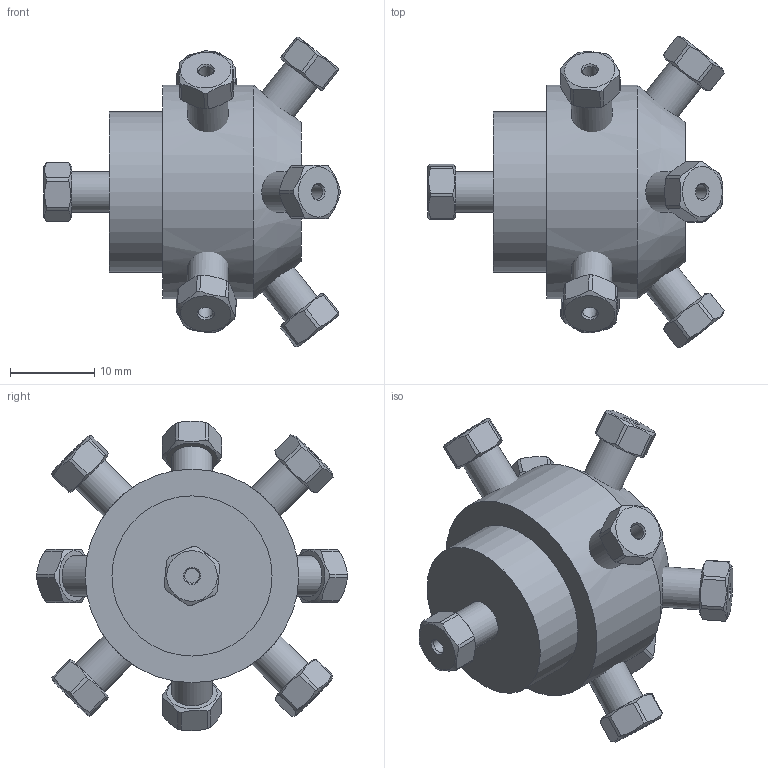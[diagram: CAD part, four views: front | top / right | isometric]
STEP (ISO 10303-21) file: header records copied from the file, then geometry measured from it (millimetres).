
FILE_DESCRIPTION((''),'2;1');
FILE_NAME('305216-Z8M1 Manifold 1-16.stp','2013-08-21T16:38:18',('Franzp'),(''),'Autodesk Inventor 2013','Autodesk Inventor 2013','');
FILE_SCHEMA(('AUTOMOTIVE_DESIGN { 1 0 10303 214 1 1 1 1 }'));
Length unit declared in the file: millimetre
Products named in the file (1): 305216_Shrinkwrap_1
Bounding box: 35.25 x 36.99 x 36.87 mm (x, y, z)
Surface area: 4795.7 mm2 (no closed solid volume)
Topology: 0 solids, 15 shells, 179 faces, 500 edges, 336 vertices
Faces by surface type: cylinder 74, plane 70, cone 35
Full cylindrical faces by diameter (mm): 1.727 x9, 4.826 x9, 19.05 x1, 25.4 x1
Entity records: 5627 total; most frequent: CARTESIAN_POINT 1368, DIRECTION 836, ORIENTED_EDGE 779, EDGE_CURVE 408, AXIS2_PLACEMENT_3D 364, VERTEX_POINT 300, EDGE_LOOP 257, CIRCLE 184
